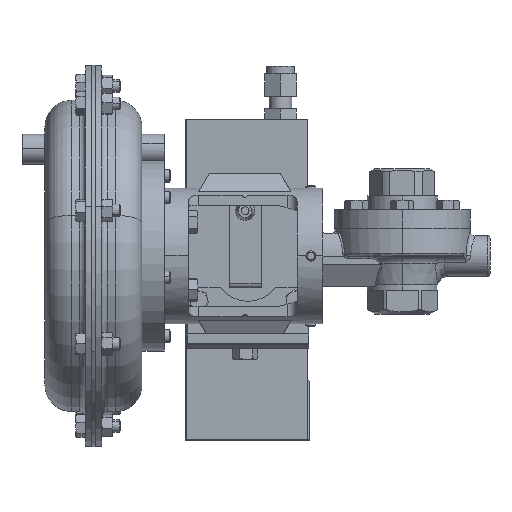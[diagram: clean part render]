
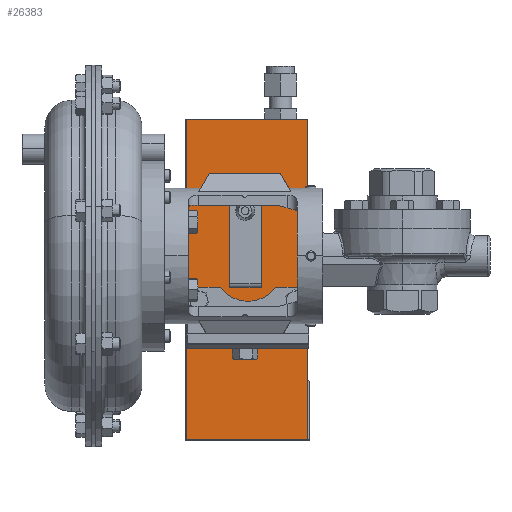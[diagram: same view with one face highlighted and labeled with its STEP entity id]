
A CAD part, left-side view. The second image highlights one B-rep face of the part: STEP entity #26383.
In plain terms, the highlighted planar face has unit normal (-1, 0, 0).
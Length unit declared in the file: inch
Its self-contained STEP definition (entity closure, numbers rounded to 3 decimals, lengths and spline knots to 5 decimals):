
#416 = VECTOR ( 'NONE', #31694, 39.37008 ) ;
#2643 = CARTESIAN_POINT ( 'NONE',  ( 4.59755, 7.8567, -0.91 ) ) ;
#3029 = DIRECTION ( 'NONE',  ( 0., 0., -1. ) ) ;
#3048 = EDGE_CURVE ( 'NONE', #22935, #13136, #20234, .T. ) ;
#3477 = LINE ( 'NONE', #32789, #17238 ) ;
#3542 = ORIENTED_EDGE ( 'NONE', *, *, #15014, .F. ) ;
#3869 = EDGE_CURVE ( 'NONE', #25058, #23871, #15322, .T. ) ;
#4238 = CARTESIAN_POINT ( 'NONE',  ( 4.59755, 6.38889, 3.39734 ) ) ;
#4892 = VECTOR ( 'NONE', #18912, 39.37008 ) ;
#5140 = CARTESIAN_POINT ( 'NONE',  ( 4.59755, 6.38889, 3.39734 ) ) ;
#5648 = AXIS2_PLACEMENT_3D ( 'NONE', #21109, #8349, #26432 ) ;
#6859 = DIRECTION ( 'NONE',  ( 0., -1., 0. ) ) ;
#8349 = DIRECTION ( 'NONE',  ( -1., 0., 0. ) ) ;
#8762 = CARTESIAN_POINT ( 'NONE',  ( 4.59755, 6.58574, 3.39734 ) ) ;
#8997 = CARTESIAN_POINT ( 'NONE',  ( 4.59755, 4.84551, 0.55875 ) ) ;
#10799 = ORIENTED_EDGE ( 'NONE', *, *, #24653, .T. ) ;
#11036 = VECTOR ( 'NONE', #31699, 39.37008 ) ;
#11699 = CARTESIAN_POINT ( 'NONE',  ( 4.59755, 4.84551, 7.05875 ) ) ;
#11845 = LINE ( 'NONE', #13717, #11036 ) ;
#12637 = VERTEX_POINT ( 'NONE', #31534 ) ;
#13136 = VERTEX_POINT ( 'NONE', #2643 ) ;
#13447 = ORIENTED_EDGE ( 'NONE', *, *, #3869, .F. ) ;
#13675 = VERTEX_POINT ( 'NONE', #11699 ) ;
#13717 = CARTESIAN_POINT ( 'NONE',  ( 4.59755, 4.84551, 0.55875 ) ) ;
#14192 = FACE_OUTER_BOUND ( 'NONE', #14809, .T. ) ;
#14809 = EDGE_LOOP ( 'NONE', ( #15887, #10799, #17788, #15721, #15807 ) ) ;
#15014 = EDGE_CURVE ( 'NONE', #23871, #25058, #18045, .T. ) ;
#15322 = CIRCLE ( 'NONE', #26407, 0.19685 ) ;
#15588 = AXIS2_PLACEMENT_3D ( 'NONE', #5140, #32404, #25071 ) ;
#15609 = EDGE_CURVE ( 'NONE', #13136, #12637, #3477, .T. ) ;
#15721 = ORIENTED_EDGE ( 'NONE', *, *, #26481, .F. ) ;
#15807 = ORIENTED_EDGE ( 'NONE', *, *, #3048, .T. ) ;
#15887 = ORIENTED_EDGE ( 'NONE', *, *, #15609, .T. ) ;
#16378 = EDGE_LOOP ( 'NONE', ( #13447, #3542 ) ) ;
#17238 = VECTOR ( 'NONE', #22418, 39.37008 ) ;
#17587 = CARTESIAN_POINT ( 'NONE',  ( 4.59755, 7.8567, 7.05875 ) ) ;
#17788 = ORIENTED_EDGE ( 'NONE', *, *, #19367, .F. ) ;
#18045 = CIRCLE ( 'NONE', #15588, 0.19685 ) ;
#18468 = CARTESIAN_POINT ( 'NONE',  ( 4.59755, 4.84551, 0.80875 ) ) ;
#18598 = LINE ( 'NONE', #21566, #4892 ) ;
#18912 = DIRECTION ( 'NONE',  ( 0., -1., 0. ) ) ;
#19367 = EDGE_CURVE ( 'NONE', #13675, #31791, #22694, .T. ) ;
#20234 = LINE ( 'NONE', #21431, #416 ) ;
#21109 = CARTESIAN_POINT ( 'NONE',  ( 4.59755, 7.88795, -0.94125 ) ) ;
#21431 = CARTESIAN_POINT ( 'NONE',  ( 4.59755, 7.8567, -0.94125 ) ) ;
#21566 = CARTESIAN_POINT ( 'NONE',  ( 4.59755, 7.8567, 7.05875 ) ) ;
#22353 = DIRECTION ( 'NONE',  ( -1., 0., 0. ) ) ;
#22418 = DIRECTION ( 'NONE',  ( 0., -1., 0. ) ) ;
#22694 = LINE ( 'NONE', #18468, #33166 ) ;
#22935 = VERTEX_POINT ( 'NONE', #17587 ) ;
#23871 = VERTEX_POINT ( 'NONE', #25136 ) ;
#24653 = EDGE_CURVE ( 'NONE', #12637, #31791, #11845, .T. ) ;
#25058 = VERTEX_POINT ( 'NONE', #8762 ) ;
#25071 = DIRECTION ( 'NONE',  ( 0., -1., 0. ) ) ;
#25136 = CARTESIAN_POINT ( 'NONE',  ( 4.59755, 6.19204, 3.39734 ) ) ;
#26323 = PLANE ( 'NONE',  #5648 ) ;
#26383 = ADVANCED_FACE ( 'NONE', ( #14192, #27143 ), #26323, .T. ) ;
#26407 = AXIS2_PLACEMENT_3D ( 'NONE', #4238, #22353, #6859 ) ;
#26432 = DIRECTION ( 'NONE',  ( 0., -1., 0. ) ) ;
#26481 = EDGE_CURVE ( 'NONE', #22935, #13675, #18598, .T. ) ;
#27143 = FACE_BOUND ( 'NONE', #16378, .T. ) ;
#31534 = CARTESIAN_POINT ( 'NONE',  ( 4.59755, 4.84551, -0.91 ) ) ;
#31694 = DIRECTION ( 'NONE',  ( 0., 0., -1. ) ) ;
#31699 = DIRECTION ( 'NONE',  ( 0., 0., 1. ) ) ;
#31791 = VERTEX_POINT ( 'NONE', #8997 ) ;
#32404 = DIRECTION ( 'NONE',  ( -1., 0., 0. ) ) ;
#32789 = CARTESIAN_POINT ( 'NONE',  ( 4.59755, 3.55795, -0.91 ) ) ;
#33166 = VECTOR ( 'NONE', #3029, 39.37008 ) ;
